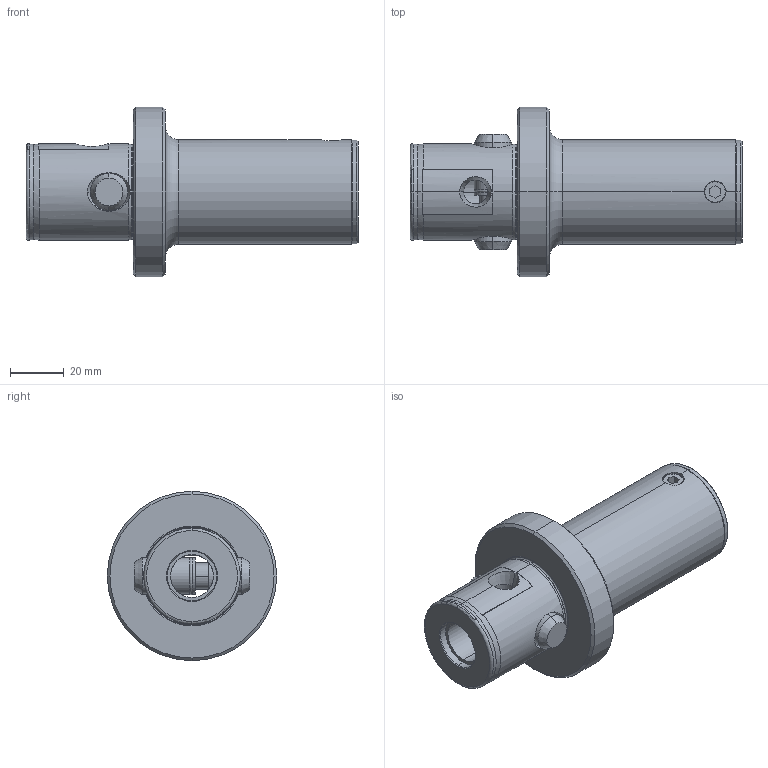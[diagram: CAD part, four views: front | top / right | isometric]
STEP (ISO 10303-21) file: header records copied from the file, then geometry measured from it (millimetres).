
FILE_DESCRIPTION (( 'STEP AP214' ), '1' );
FILE_NAME ('11.332.640.STEP', '2014-04-30T15:41:02', ( '' ), ( '' ), 'SwSTEP 2.0', 'SolidWorks 2014', '' );
FILE_SCHEMA (( 'AUTOMOTIVE_DESIGN' ));
Length unit declared in the file: millimetre
Products named in the file (6): 691-50XRing_10.691.506Ring; 10.691.50X_10.691.506; 10.690.43X_10.690.434; 11.332.640_10.332.640; 11.332.640
Assembly tree (5 placements, depth 3):
  11.332.640
    11.332.640_10.332.640
    10.690.43X_10.690.434
    10.691.50X_10.691.506
      10.691.50X_10.691.506
      691-50XRing_10.691.506Ring
Bounding box: 124 x 63.27 x 63.27 mm (x, y, z)
Volume: 134785.5 mm3; surface area: 31636 mm2
Topology: 4 solids, 4 shells, 149 faces, 338 edges, 201 vertices
Faces by surface type: cylinder 51, cone 43, plane 42, torus 11, bspline 2
Entity records: 5227 total; most frequent: CARTESIAN_POINT 1591, DIRECTION 759, ORIENTED_EDGE 672, EDGE_CURVE 336, AXIS2_PLACEMENT_3D 307, VERTEX_POINT 201, EDGE_LOOP 165, CIRCLE 151
